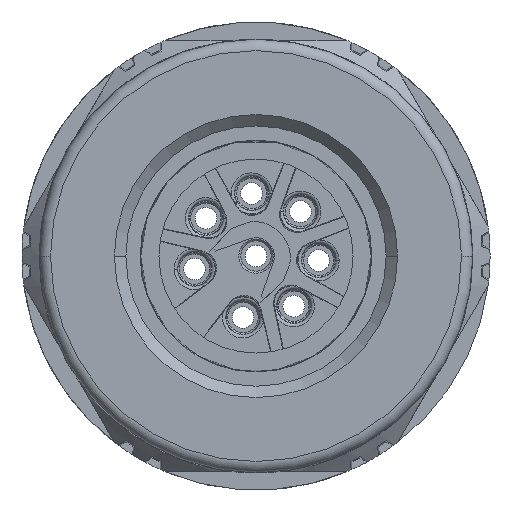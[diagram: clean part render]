
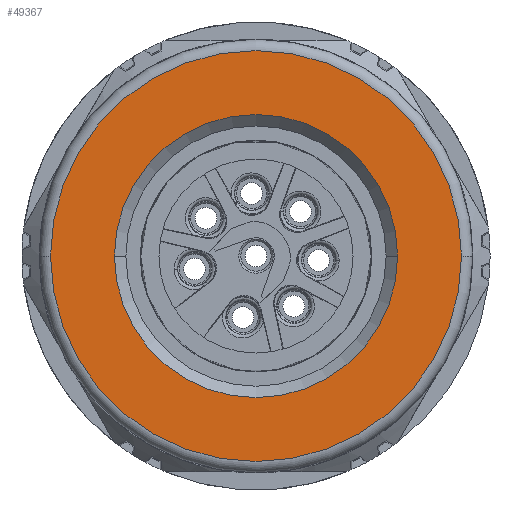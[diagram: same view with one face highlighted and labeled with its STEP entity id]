
A CAD part, front view. The second image highlights one B-rep face of the part: STEP entity #49367.
In plain terms, the highlighted planar face has unit normal (0, -1, 0).
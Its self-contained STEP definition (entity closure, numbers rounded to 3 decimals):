
#13540=CARTESIAN_POINT('',(0.,-47.4,0.));
#13541=DIRECTION('',(0.,-1.,0.));
#13542=DIRECTION('',(1.,0.,0.));
#13543=AXIS2_PLACEMENT_3D('',#13540,#13541,#13542);
#13545=CARTESIAN_POINT('',(0.,-47.4,0.));
#13546=DIRECTION('',(0.,-1.,0.));
#13547=DIRECTION('',(-1.,0.,0.));
#13548=AXIS2_PLACEMENT_3D('',#13545,#13546,#13547);
#13550=CARTESIAN_POINT('',(0.,-47.4,0.));
#13551=DIRECTION('',(0.,-1.,0.));
#13552=DIRECTION('',(1.,0.,0.));
#13553=AXIS2_PLACEMENT_3D('',#13550,#13551,#13552);
#13555=CARTESIAN_POINT('',(0.,-47.4,0.));
#13556=DIRECTION('',(0.,-1.,0.));
#13557=DIRECTION('',(-1.,0.,0.));
#13558=AXIS2_PLACEMENT_3D('',#13555,#13556,#13557);
#33762=CARTESIAN_POINT('',(9.,-47.4,0.));
#33763=CARTESIAN_POINT('',(-9.,-47.4,0.));
#33764=VERTEX_POINT('',#33762);
#33765=VERTEX_POINT('',#33763);
#33827=CARTESIAN_POINT('',(6.2,-47.4,0.));
#33828=CARTESIAN_POINT('',(-6.2,-47.4,0.));
#33829=VERTEX_POINT('',#33827);
#33830=VERTEX_POINT('',#33828);
#49352=CARTESIAN_POINT('',(0.,-47.4,0.));
#49353=DIRECTION('',(0.,-1.,0.));
#49354=DIRECTION('',(-1.,0.,0.));
#49355=AXIS2_PLACEMENT_3D('',#49352,#49353,#49354);
#49356=PLANE('',#49355);
#49358=ORIENTED_EDGE('',*,*,#49357,.F.);
#49360=ORIENTED_EDGE('',*,*,#49359,.F.);
#49361=EDGE_LOOP('',(#49358,#49360));
#49362=FACE_OUTER_BOUND('',#49361,.F.);
#49363=ORIENTED_EDGE('',*,*,#49332,.T.);
#49364=ORIENTED_EDGE('',*,*,#49346,.T.);
#49365=EDGE_LOOP('',(#49363,#49364));
#49366=FACE_BOUND('',#49365,.F.);
#49367=ADVANCED_FACE('',(#49362,#49366),#49356,.T.);
#13544=CIRCLE('',#13543,9.);
#13549=CIRCLE('',#13548,9.);
#13554=CIRCLE('',#13553,6.2);
#13559=CIRCLE('',#13558,6.2);
#49332=EDGE_CURVE('',#33829,#33830,#13554,.T.);
#49346=EDGE_CURVE('',#33830,#33829,#13559,.T.);
#49357=EDGE_CURVE('',#33764,#33765,#13544,.T.);
#49359=EDGE_CURVE('',#33765,#33764,#13549,.T.);
